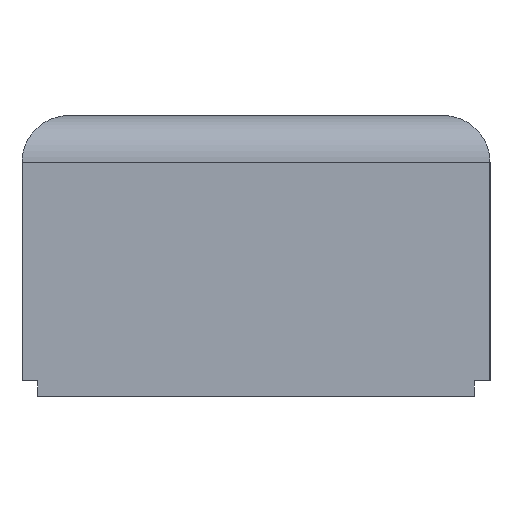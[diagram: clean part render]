
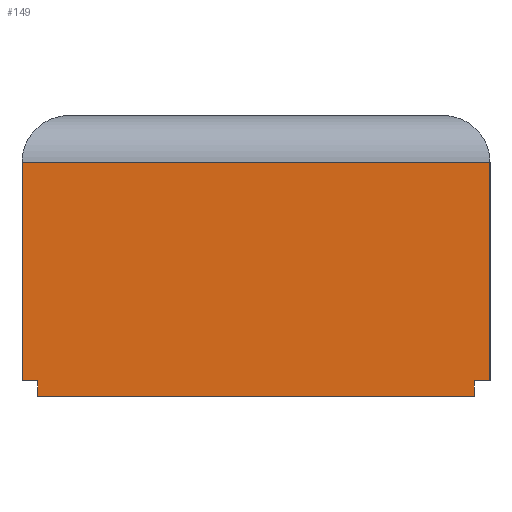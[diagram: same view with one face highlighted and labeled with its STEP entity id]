
A CAD part, left-side view. The second image highlights one B-rep face of the part: STEP entity #149.
In plain terms, the highlighted planar face has unit normal (-1, 0, 0).
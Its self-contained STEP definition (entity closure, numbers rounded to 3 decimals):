
#149=ADVANCED_FACE('',(#342),#344,.T.);
#342=FACE_BOUND('',#343,.T.);
#343=EDGE_LOOP('',(#476,#477,#478,#479,#480,#481,#482,#483));
#344=PLANE('',#345);
#345=AXIS2_PLACEMENT_3D('',#346,#347,#348);
#346=CARTESIAN_POINT('',(-1.6,0.75,0.05));
#347=DIRECTION('',(-1.,0.,0.));
#348=DIRECTION('',(0.,-1.,0.));
#476=ORIENTED_EDGE('',*,*,#568,.T.);
#477=ORIENTED_EDGE('',*,*,#569,.T.);
#478=ORIENTED_EDGE('',*,*,#570,.F.);
#479=ORIENTED_EDGE('',*,*,#571,.F.);
#480=ORIENTED_EDGE('',*,*,#572,.T.);
#481=ORIENTED_EDGE('',*,*,#573,.T.);
#482=ORIENTED_EDGE('',*,*,#574,.F.);
#483=ORIENTED_EDGE('',*,*,#575,.F.);
#568=EDGE_CURVE('',#639,#640,#641,.T.);
#569=EDGE_CURVE('',#640,#642,#643,.T.);
#570=EDGE_CURVE('',#644,#642,#645,.F.);
#571=EDGE_CURVE('',#646,#644,#647,.T.);
#572=EDGE_CURVE('',#646,#648,#649,.T.);
#573=EDGE_CURVE('',#648,#650,#651,.T.);
#574=EDGE_CURVE('',#652,#650,#653,.T.);
#575=EDGE_CURVE('',#639,#652,#654,.T.);
#639=VERTEX_POINT('',#778);
#640=VERTEX_POINT('',#779);
#641=LINE('',#780,#781);
#642=VERTEX_POINT('',#783);
#643=LINE('',#784,#785);
#644=VERTEX_POINT('',#787);
#645=LINE('',#788,#789);
#646=VERTEX_POINT('',#791);
#647=LINE('',#792,#793);
#648=VERTEX_POINT('',#795);
#649=LINE('',#796,#797);
#650=VERTEX_POINT('',#799);
#651=LINE('',#800,#801);
#652=VERTEX_POINT('',#803);
#653=LINE('',#804,#805);
#654=LINE('',#807,#808);
#778=CARTESIAN_POINT('',(-1.6,0.75,0.05));
#779=CARTESIAN_POINT('',(-1.6,0.7,0.05));
#780=CARTESIAN_POINT('',(-1.6,0.75,0.05));
#781=VECTOR('',#782,1.);
#782=DIRECTION('',(0.,-1.,0.));
#783=CARTESIAN_POINT('',(-1.6,0.7,0.));
#784=CARTESIAN_POINT('',(-1.6,0.7,0.05));
#785=VECTOR('',#786,1.);
#786=DIRECTION('',(0.,0.,-1.));
#787=CARTESIAN_POINT('',(-1.6,-0.7,0.));
#788=CARTESIAN_POINT('',(-1.6,0.7,0.));
#789=VECTOR('',#790,1.);
#790=DIRECTION('',(0.,-1.,0.));
#791=CARTESIAN_POINT('',(-1.6,-0.7,0.05));
#792=CARTESIAN_POINT('',(-1.6,-0.7,0.05));
#793=VECTOR('',#794,1.);
#794=DIRECTION('',(0.,0.,-1.));
#795=CARTESIAN_POINT('',(-1.6,-0.75,0.05));
#796=CARTESIAN_POINT('',(-1.6,-0.7,0.05));
#797=VECTOR('',#798,1.);
#798=DIRECTION('',(0.,-1.,0.));
#799=CARTESIAN_POINT('',(-1.6,-0.75,0.75));
#800=CARTESIAN_POINT('',(-1.6,-0.75,0.05));
#801=VECTOR('',#802,1.);
#802=DIRECTION('',(0.,0.,1.));
#803=CARTESIAN_POINT('',(-1.6,0.75,0.75));
#804=CARTESIAN_POINT('',(-1.6,0.75,0.75));
#805=VECTOR('',#806,1.);
#806=DIRECTION('',(0.,-1.,0.));
#807=CARTESIAN_POINT('',(-1.6,0.75,0.05));
#808=VECTOR('',#809,1.);
#809=DIRECTION('',(0.,0.,1.));
